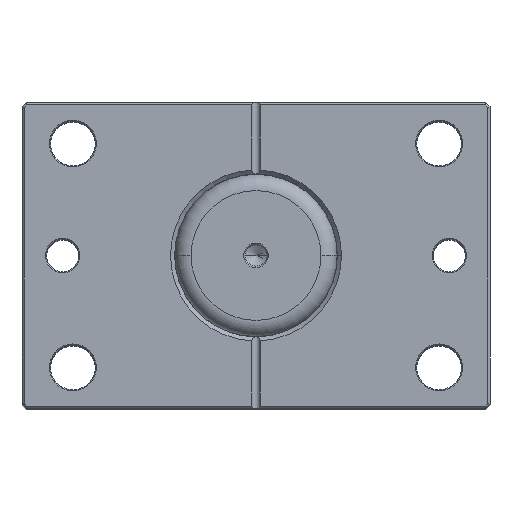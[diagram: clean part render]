
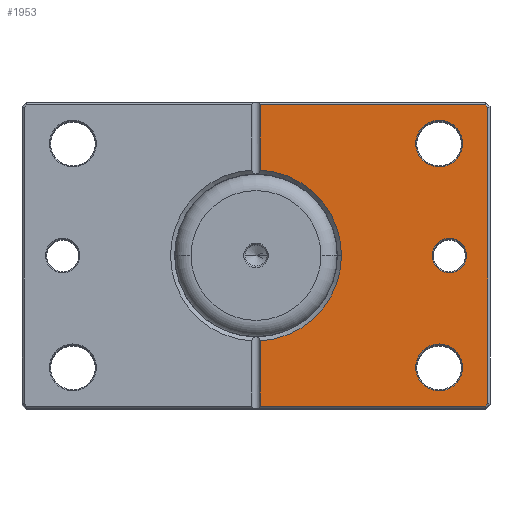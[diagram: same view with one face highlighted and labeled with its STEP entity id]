
A CAD part, top view. The second image highlights one B-rep face of the part: STEP entity #1953.
In plain terms, the highlighted face is planar.
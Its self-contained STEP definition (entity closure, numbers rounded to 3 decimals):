
#18 = ORIENTED_EDGE ( 'NONE', *, *, #3518, .T. ) ;
#56 = LINE ( 'NONE', #1470, #1511 ) ;
#180 = CARTESIAN_POINT ( 'NONE',  ( -2., 75., 0. ) ) ;
#223 = CARTESIAN_POINT ( 'NONE',  ( -93.293, -93.293, 0. ) ) ;
#232 = DIRECTION ( 'NONE',  ( 0., 0., 1. ) ) ;
#303 = DIRECTION ( 'NONE',  ( 0., 0., 1. ) ) ;
#332 = AXIS2_PLACEMENT_3D ( 'NONE', #4055, #744, #4619 ) ;
#378 = CIRCLE ( 'NONE', #1280, 11.5 ) ;
#403 = DIRECTION ( 'NONE',  ( 1., 0., 0. ) ) ;
#407 = AXIS2_PLACEMENT_3D ( 'NONE', #5456, #2057, #5993 ) ;
#464 = ORIENTED_EDGE ( 'NONE', *, *, #2503, .T. ) ;
#523 = VERTEX_POINT ( 'NONE', #1832 ) ;
#542 = EDGE_CURVE ( 'NONE', #5767, #2113, #3052, .T. ) ;
#565 = CIRCLE ( 'NONE', #1035, 8.5 ) ;
#621 = DIRECTION ( 'NONE',  ( 1., 0., 0. ) ) ;
#641 = ORIENTED_EDGE ( 'NONE', *, *, #5684, .T. ) ;
#642 = ORIENTED_EDGE ( 'NONE', *, *, #1089, .T. ) ;
#744 = DIRECTION ( 'NONE',  ( 0., 0., 1. ) ) ;
#762 = DIRECTION ( 'NONE',  ( -0.707, 0.707, 0. ) ) ;
#897 = FACE_BOUND ( 'NONE', #4051, .T. ) ;
#899 = EDGE_CURVE ( 'NONE', #5932, #7108, #5089, .T. ) ;
#929 = EDGE_LOOP ( 'NONE', ( #2833, #3867 ) ) ;
#1035 = AXIS2_PLACEMENT_3D ( 'NONE', #4875, #1528, #5467 ) ;
#1089 = EDGE_CURVE ( 'NONE', #3883, #1197, #5703, .T. ) ;
#1098 = VERTEX_POINT ( 'NONE', #4695 ) ;
#1164 = ORIENTED_EDGE ( 'NONE', *, *, #1181, .T. ) ;
#1181 = EDGE_CURVE ( 'NONE', #1524, #3898, #4181, .T. ) ;
#1197 = VERTEX_POINT ( 'NONE', #4694 ) ;
#1249 = EDGE_CURVE ( 'NONE', #1197, #3883, #378, .T. ) ;
#1280 = AXIS2_PLACEMENT_3D ( 'NONE', #4535, #6233, #621 ) ;
#1434 = ORIENTED_EDGE ( 'NONE', *, *, #899, .T. ) ;
#1463 = DIRECTION ( 'NONE',  ( 0.707, 0.707, 0. ) ) ;
#1465 = ORIENTED_EDGE ( 'NONE', *, *, #542, .T. ) ;
#1470 = CARTESIAN_POINT ( 'NONE',  ( -114., 0., 0. ) ) ;
#1508 = CARTESIAN_POINT ( 'NONE',  ( -78.5, 55., 0. ) ) ;
#1511 = VECTOR ( 'NONE', #2016, 1000. ) ;
#1524 = VERTEX_POINT ( 'NONE', #3294 ) ;
#1528 = DIRECTION ( 'NONE',  ( 0., 0., 1. ) ) ;
#1595 = VECTOR ( 'NONE', #5205, 1000. ) ;
#1667 = CARTESIAN_POINT ( 'NONE',  ( -103.5, 0., 0. ) ) ;
#1687 = EDGE_CURVE ( 'NONE', #3166, #2553, #56, .T. ) ;
#1738 = EDGE_CURVE ( 'NONE', #6372, #7011, #6749, .T. ) ;
#1783 = PLANE ( 'NONE',  #6619 ) ;
#1832 = CARTESIAN_POINT ( 'NONE',  ( -78.5, -55., 0. ) ) ;
#1842 = CARTESIAN_POINT ( 'NONE',  ( 0., -74., 0. ) ) ;
#1944 = ORIENTED_EDGE ( 'NONE', *, *, #1249, .T. ) ;
#1953 = ADVANCED_FACE ( 'NONE', ( #897, #5177, #5365, #6665 ), #1783, .F. ) ;
#2016 = DIRECTION ( 'NONE',  ( 0., 1., 0. ) ) ;
#2057 = DIRECTION ( 'NONE',  ( 0., 0., 1. ) ) ;
#2112 = CARTESIAN_POINT ( 'NONE',  ( -112.586, -74., 0. ) ) ;
#2113 = VERTEX_POINT ( 'NONE', #4145 ) ;
#2154 = AXIS2_PLACEMENT_3D ( 'NONE', #5752, #5803, #4652 ) ;
#2224 = CARTESIAN_POINT ( 'NONE',  ( -2., -41.952, 0. ) ) ;
#2305 = VECTOR ( 'NONE', #762, 1000. ) ;
#2326 = CARTESIAN_POINT ( 'NONE',  ( 0., 0., 0. ) ) ;
#2412 = DIRECTION ( 'NONE',  ( 0., -1., 0. ) ) ;
#2503 = EDGE_CURVE ( 'NONE', #7011, #6372, #565, .T. ) ;
#2553 = VERTEX_POINT ( 'NONE', #6590 ) ;
#2558 = ORIENTED_EDGE ( 'NONE', *, *, #3767, .T. ) ;
#2586 = ORIENTED_EDGE ( 'NONE', *, *, #6088, .T. ) ;
#2659 = CARTESIAN_POINT ( 'NONE',  ( -86.5, 0., 0. ) ) ;
#2811 = AXIS2_PLACEMENT_3D ( 'NONE', #3507, #232, #4096 ) ;
#2833 = ORIENTED_EDGE ( 'NONE', *, *, #6727, .T. ) ;
#2884 = LINE ( 'NONE', #1842, #1595 ) ;
#2890 = DIRECTION ( 'NONE',  ( 1., 0., 0. ) ) ;
#2993 = CARTESIAN_POINT ( 'NONE',  ( 0., 74., 0. ) ) ;
#3052 = LINE ( 'NONE', #2993, #4381 ) ;
#3166 = VERTEX_POINT ( 'NONE', #5428 ) ;
#3294 = CARTESIAN_POINT ( 'NONE',  ( -2., 41.952, 0. ) ) ;
#3400 = LINE ( 'NONE', #180, #4554 ) ;
#3475 = LINE ( 'NONE', #5385, #5971 ) ;
#3507 = CARTESIAN_POINT ( 'NONE',  ( -90., -55., 0. ) ) ;
#3518 = EDGE_CURVE ( 'NONE', #2113, #1524, #3400, .T. ) ;
#3558 = VECTOR ( 'NONE', #2412, 1000. ) ;
#3560 = EDGE_CURVE ( 'NONE', #7108, #5738, #2884, .T. ) ;
#3668 = DIRECTION ( 'NONE',  ( 0., 0., 1. ) ) ;
#3722 = CARTESIAN_POINT ( 'NONE',  ( -2., 75., 0. ) ) ;
#3767 = EDGE_CURVE ( 'NONE', #2553, #5767, #3475, .T. ) ;
#3867 = ORIENTED_EDGE ( 'NONE', *, *, #5104, .T. ) ;
#3883 = VERTEX_POINT ( 'NONE', #1508 ) ;
#3898 = VERTEX_POINT ( 'NONE', #6532 ) ;
#4051 = EDGE_LOOP ( 'NONE', ( #464, #6196 ) ) ;
#4055 = CARTESIAN_POINT ( 'NONE',  ( -90., -55., 0. ) ) ;
#4096 = DIRECTION ( 'NONE',  ( 1., 0., 0. ) ) ;
#4145 = CARTESIAN_POINT ( 'NONE',  ( -2., 74., 0. ) ) ;
#4181 = CIRCLE ( 'NONE', #5568, 42. ) ;
#4381 = VECTOR ( 'NONE', #4504, 1000. ) ;
#4504 = DIRECTION ( 'NONE',  ( 1., 0., 0. ) ) ;
#4535 = CARTESIAN_POINT ( 'NONE',  ( -90., 55., 0. ) ) ;
#4554 = VECTOR ( 'NONE', #6827, 1000. ) ;
#4619 = DIRECTION ( 'NONE',  ( 1., 0., 0. ) ) ;
#4652 = DIRECTION ( 'NONE',  ( 1., 0., 0. ) ) ;
#4694 = CARTESIAN_POINT ( 'NONE',  ( -101.5, 55., 0. ) ) ;
#4695 = CARTESIAN_POINT ( 'NONE',  ( -101.5, -55., 0. ) ) ;
#4717 = CARTESIAN_POINT ( 'NONE',  ( -95., 0., 0. ) ) ;
#4774 = CIRCLE ( 'NONE', #407, 42. ) ;
#4875 = CARTESIAN_POINT ( 'NONE',  ( -95., 0., 0. ) ) ;
#5089 = LINE ( 'NONE', #3722, #3558 ) ;
#5104 = EDGE_CURVE ( 'NONE', #523, #1098, #7032, .T. ) ;
#5177 = FACE_BOUND ( 'NONE', #929, .T. ) ;
#5205 = DIRECTION ( 'NONE',  ( -1., 0., 0. ) ) ;
#5252 = ORIENTED_EDGE ( 'NONE', *, *, #3560, .T. ) ;
#5291 = CARTESIAN_POINT ( 'NONE',  ( 0., 0., 0. ) ) ;
#5365 = FACE_BOUND ( 'NONE', #6936, .T. ) ;
#5385 = CARTESIAN_POINT ( 'NONE',  ( -93.293, 93.293, 0. ) ) ;
#5428 = CARTESIAN_POINT ( 'NONE',  ( -114., -72.586, 0. ) ) ;
#5456 = CARTESIAN_POINT ( 'NONE',  ( 0., 0., 0. ) ) ;
#5467 = DIRECTION ( 'NONE',  ( 1., 0., 0. ) ) ;
#5568 = AXIS2_PLACEMENT_3D ( 'NONE', #5291, #303, #6943 ) ;
#5684 = EDGE_CURVE ( 'NONE', #3898, #5932, #4774, .T. ) ;
#5703 = CIRCLE ( 'NONE', #2154, 11.5 ) ;
#5738 = VERTEX_POINT ( 'NONE', #2112 ) ;
#5752 = CARTESIAN_POINT ( 'NONE',  ( -90., 55., 0. ) ) ;
#5767 = VERTEX_POINT ( 'NONE', #7181 ) ;
#5803 = DIRECTION ( 'NONE',  ( 0., 0., 1. ) ) ;
#5932 = VERTEX_POINT ( 'NONE', #2224 ) ;
#5971 = VECTOR ( 'NONE', #1463, 1000. ) ;
#5993 = DIRECTION ( 'NONE',  ( 1., 0., 0. ) ) ;
#6010 = CIRCLE ( 'NONE', #2811, 11.5 ) ;
#6088 = EDGE_CURVE ( 'NONE', #5738, #3166, #6782, .T. ) ;
#6196 = ORIENTED_EDGE ( 'NONE', *, *, #1738, .T. ) ;
#6233 = DIRECTION ( 'NONE',  ( 0., 0., 1. ) ) ;
#6259 = DIRECTION ( 'NONE',  ( 0., 0., 1. ) ) ;
#6372 = VERTEX_POINT ( 'NONE', #2659 ) ;
#6382 = AXIS2_PLACEMENT_3D ( 'NONE', #4717, #3668, #403 ) ;
#6532 = CARTESIAN_POINT ( 'NONE',  ( -42., 0., 0. ) ) ;
#6590 = CARTESIAN_POINT ( 'NONE',  ( -114., 72.586, 0. ) ) ;
#6608 = ORIENTED_EDGE ( 'NONE', *, *, #1687, .T. ) ;
#6619 = AXIS2_PLACEMENT_3D ( 'NONE', #2326, #6259, #2890 ) ;
#6665 = FACE_OUTER_BOUND ( 'NONE', #6690, .T. ) ;
#6690 = EDGE_LOOP ( 'NONE', ( #18, #1164, #641, #1434, #5252, #2586, #6608, #2558, #1465 ) ) ;
#6727 = EDGE_CURVE ( 'NONE', #1098, #523, #6010, .T. ) ;
#6749 = CIRCLE ( 'NONE', #6382, 8.5 ) ;
#6782 = LINE ( 'NONE', #223, #2305 ) ;
#6827 = DIRECTION ( 'NONE',  ( 0., -1., 0. ) ) ;
#6844 = CARTESIAN_POINT ( 'NONE',  ( -2., -74., 0. ) ) ;
#6936 = EDGE_LOOP ( 'NONE', ( #1944, #642 ) ) ;
#6943 = DIRECTION ( 'NONE',  ( 1., 0., 0. ) ) ;
#7011 = VERTEX_POINT ( 'NONE', #1667 ) ;
#7032 = CIRCLE ( 'NONE', #332, 11.5 ) ;
#7108 = VERTEX_POINT ( 'NONE', #6844 ) ;
#7181 = CARTESIAN_POINT ( 'NONE',  ( -112.586, 74., 0. ) ) ;
